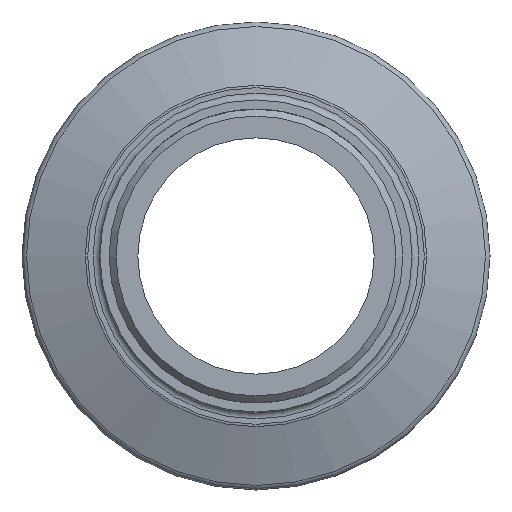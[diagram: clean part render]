
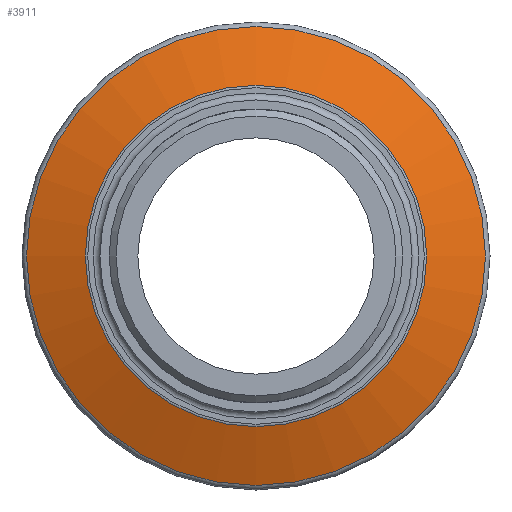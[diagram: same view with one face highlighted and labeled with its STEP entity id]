
A CAD part, left-side view. The second image highlights one B-rep face of the part: STEP entity #3911.
In plain terms, the highlighted conical face has half-angle 70 degrees and reference radius 22.339 mm.
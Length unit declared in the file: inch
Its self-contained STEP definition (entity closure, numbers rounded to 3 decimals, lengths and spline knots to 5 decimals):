
#1035=FACE_BOUND($,#1317,.T.);
#1059=FACE_OUTER_BOUND($,#1316,.T.);
#1316=EDGE_LOOP($,(#2860));
#1317=EDGE_LOOP($,(#2861));
#1605=CIRCLE($,#4217,0.74397);
#1606=CIRCLE($,#4219,1.00026);
#1831=VERTEX_POINT($,#6286);
#1832=VERTEX_POINT($,#6289);
#2243=EDGE_CURVE($,#1831,#1831,#1605,.T.);
#2244=EDGE_CURVE($,#1832,#1832,#1606,.T.);
#2860=ORIENTED_EDGE($,*,*,#2244,.F.);
#2861=ORIENTED_EDGE($,*,*,#2243,.F.);
#3899=CONICAL_SURFACE($,#4218,0.8795,70.);
#3911=ADVANCED_FACE($,(#1059,#1035),#3899,.T.);
#4217=AXIS2_PLACEMENT_3D($,#6287,#4602,#4603);
#4218=AXIS2_PLACEMENT_3D($,#6288,#4604,#4605);
#4219=AXIS2_PLACEMENT_3D($,#6290,#4606,#4607);
#4602=DIRECTION('center_axis',(-1.,0.,0.));
#4603=DIRECTION('ref_axis',(0.,-1.,0.));
#4604=DIRECTION('center_axis',(1.,0.,0.));
#4605=DIRECTION('ref_axis',(0.,1.,0.));
#4606=DIRECTION('center_axis',(1.,0.,0.));
#4607=DIRECTION('ref_axis',(0.,-1.,0.));
#6286=CARTESIAN_POINT('',(-0.32247,0.74397,0.));
#6287=CARTESIAN_POINT('Origin',(-0.32247,0.,0.));
#6288=CARTESIAN_POINT('Origin',(-0.27314,0.,0.));
#6289=CARTESIAN_POINT('',(-0.22918,1.00026,0.));
#6290=CARTESIAN_POINT('Origin',(-0.22918,0.,0.));
